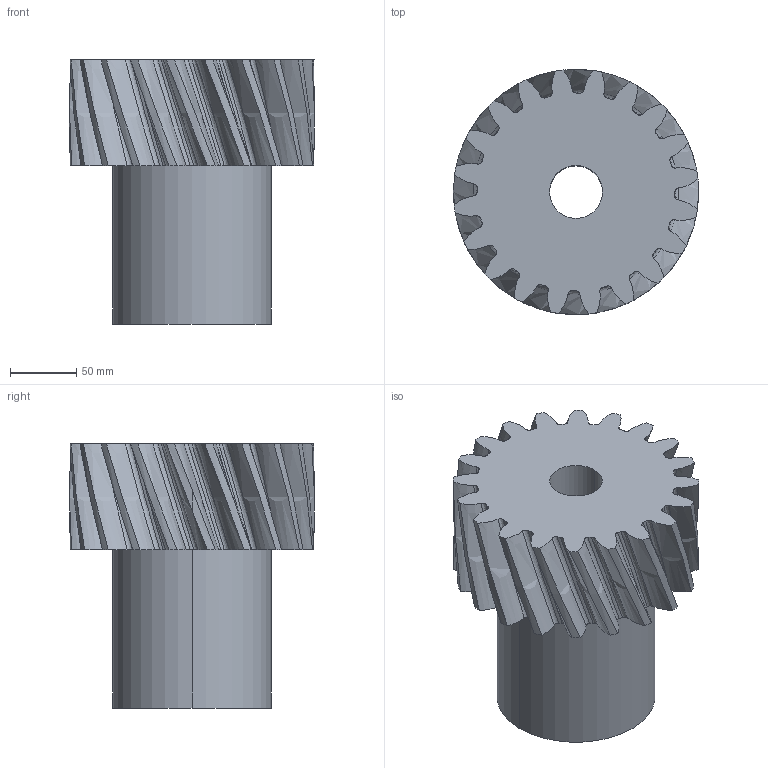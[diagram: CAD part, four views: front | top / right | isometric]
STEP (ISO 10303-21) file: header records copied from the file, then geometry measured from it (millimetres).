
FILE_DESCRIPTION (( 'STEP AP214' ), '1' );
FILE_NAME ('Stirnrad2126-080-020.step', '2010-07-19T09:47:44', ( 'WMH Herion Antriebstechnik GmbH' ), ( 'WMH Herion Antriebstechnik GmbH' ), 'SwSTEP 2.0', 'SolidWorks 2010', '' );
FILE_SCHEMA (( 'AUTOMOTIVE_DESIGN' ));
Length unit declared in the file: millimetre
Products named in the file (1): Stirnrad2126-080-020
Bounding box: 185.74 x 185.72 x 200 mm (x, y, z)
Volume: 2887954 mm3; surface area: 196821.6 mm2
Topology: 1 solids, 1 shells, 128 faces, 375 edges, 250 vertices
Faces by surface type: bspline 100, cylinder 25, plane 3
Entity records: 20923 total; most frequent: CARTESIAN_POINT 18358, ORIENTED_EDGE 750, EDGE_CURVE 375, DIRECTION 279, VERTEX_POINT 250, B_SPLINE_CURVE_WITH_KNOTS 160, AXIS2_PLACEMENT_3D 137, EDGE_LOOP 131
